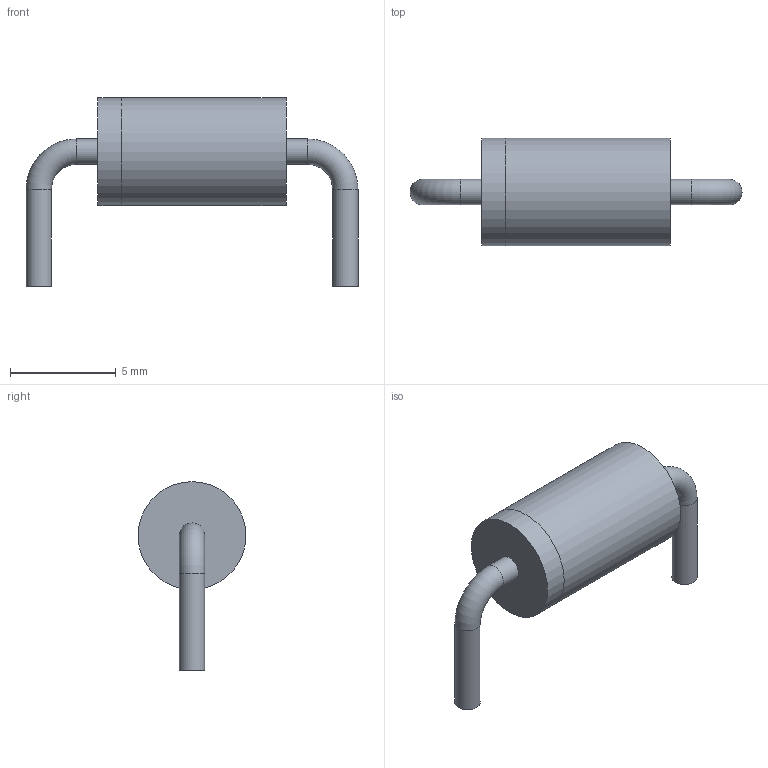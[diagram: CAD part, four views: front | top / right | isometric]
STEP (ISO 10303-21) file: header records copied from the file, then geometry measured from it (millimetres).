
FILE_DESCRIPTION(/* description */ ('','CAx-IF Rec.Pracs.---Representation and Presentation of Product Manufacturing Information (PMI)---4.0---2014-10-13'),/* implementation_level */ '2;1');
FILE_NAME(/* name */ 'D_SR5XXX.step',/* time_stamp */ '2025-01-29T15:48:55+06:00',/* author */ (''),/* organization */ (''),/* preprocessor_version */ 'ST-DEVELOPER v20',/* originating_system */ 'Autodesk Translation Framework v13.20.0.188',/* authorisation */ '');
FILE_SCHEMA (('AP242_MANAGED_MODEL_BASED_3D_ENGINEERING_MIM_LF { 1 0 10303 442 1 1 4 }'));
Length unit declared in the file: millimetre
Products named in the file (2): (Unsaved); Model
Assembly tree (1 placements, depth 2):
  (Unsaved)
    Model
Bounding box: 15.7 x 5.1 x 8.92 mm (x, y, z)
Volume: 200.8 mm3; surface area: 251.3 mm2
Topology: 3 solids, 3 shells, 14 faces, 23 edges, 15 vertices
Faces by surface type: cylinder 6, plane 6, torus 2
Full cylindrical faces by diameter (mm): 1.2 x4, 5.1 x2
Entity records: 417 total; most frequent: DIRECTION 74, CARTESIAN_POINT 55, ORIENTED_EDGE 46, AXIS2_PLACEMENT_3D 34, EDGE_CURVE 23, CIRCLE 17, VERTEX_POINT 15, FACE_OUTER_BOUND 14
